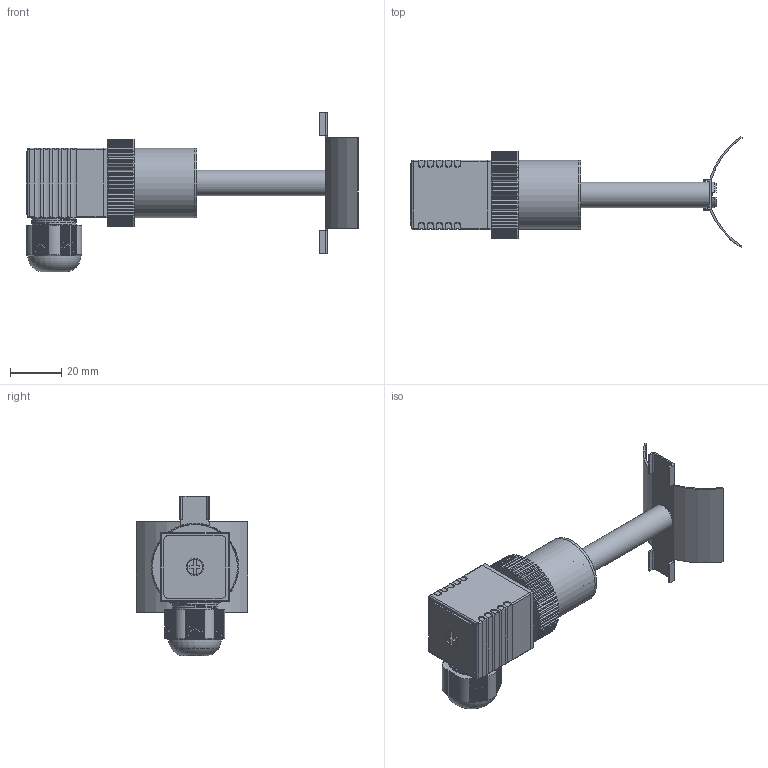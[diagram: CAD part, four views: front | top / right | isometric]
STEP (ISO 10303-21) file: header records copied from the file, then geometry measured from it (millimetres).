
FILE_DESCRIPTION(('STEP AP203'), '1');
FILE_NAME('ﾊﾓﾂﾔ.405210.006.3325.ﾕ.ﾕ.ﾕ.L ﾝﾑﾁ', '', ('UNSPECIFIED'), ('UNSPECIFIED'), 'ASCON STEP Converter 1.6', 'ASCON Math Kernel', '');
FILE_SCHEMA(('CONFIG_CONTROL_DESIGN'));
Length unit declared in the file: millimetre
Products named in the file (16):  ЭСБ; -01
Assembly tree (15 placements, depth 3):
   ЭСБ
    (unnamed)
      (unnamed)
      (unnamed)
      (unnamed)
    (unnamed)
      -01
    (unnamed)
      (unnamed)
      (unnamed)
      (unnamed)
      (unnamed)
      (unnamed)
    (unnamed)
      (unnamed)
    (unnamed)
Bounding box: 129.1 x 43.17 x 62 mm (x, y, z)
Volume: 28415.7 mm3; surface area: 35077.3 mm2
Topology: 11 solids, 11 shells, 934 faces, 2457 edges, 1560 vertices
Faces by surface type: plane 540, cylinder 266, torus 96, cone 20, bspline 8, sphere 4
Full cylindrical faces by diameter (mm): 3 x3, 4 x3, 4.308 x1, 4.8 x1, 5 x1, 5.5 x2, 6 x1, 6.5 x1, 6.6 x1, 6.647 x1, 6.8 x2, 7.188 x1, 8 x2, 8.5 x2, 9.5 x1, 9.9 x1, 10 x3, 10.3 x1, 10.5 x1, 13 x1, 17 x1, 22 x1, 23 x1, 24.5 x1, 24.917 x1, 25.376 x1, 26 x1, 26.9 x2, 27 x1
Entity records: 61904 total; most frequent: CARTESIAN_POINT 38391, ORIENTED_EDGE 4758, DIRECTION 4430, EDGE_CURVE 2379, AXIS2_PLACEMENT_3D 1563, VERTEX_POINT 1549, LINE 1304, VECTOR 1304
